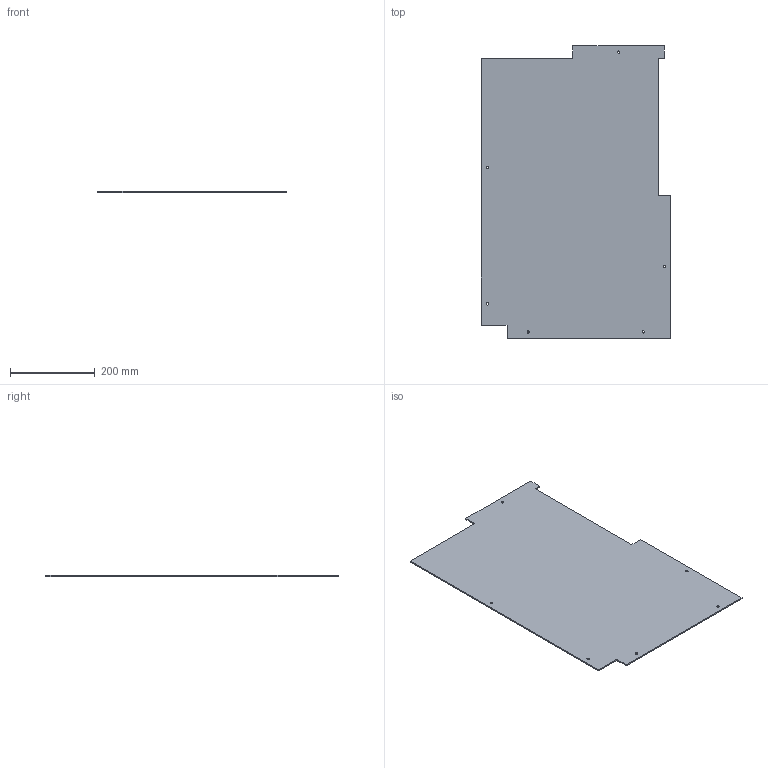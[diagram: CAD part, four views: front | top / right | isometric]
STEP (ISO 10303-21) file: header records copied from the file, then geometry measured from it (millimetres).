
FILE_DESCRIPTION(/* description */ ('Fundo Qdptd 02','CAx-IF Rec.Pracs.---Representation and Presentation of Product Manufacturing Information (PMI)---4.0---2014-10-13'),/* implementation_level */ '2;1');
FILE_NAME(/* name */ 'MD04-01-002.stp',/* time_stamp */ '2025-09-08T12:33:09-04:00',/* author */ ('wandr'),/* organization */ ('ELGIN'),/* preprocessor_version */ 'ST-DEVELOPER v20.1',/* originating_system */ 'Autodesk Inventor 2026',/* authorisation */ '');
FILE_SCHEMA (('AP242_MANAGED_MODEL_BASED_3D_ENGINEERING_MIM_LF { 1 0 10303 442 2 1 4 }'));
Length unit declared in the file: millimetre
Products named in the file (1): MD04-01-002
Bounding box: 447.5 x 690 x 3 mm (x, y, z)
Volume: 870386.9 mm3; surface area: 587483.9 mm2
Topology: 1 solids, 1 shells, 20 faces, 54 edges, 36 vertices
Faces by surface type: plane 14, cylinder 6
Full cylindrical faces by diameter (mm): 5.5 x6
Entity records: 1101 total; most frequent: CARTESIAN_POINT 256, DIRECTION 140, ORIENTED_EDGE 108, STYLED_ITEM 76, EDGE_CURVE 54, POLYLINE 52, AXIS2_PLACEMENT_3D 49, LINE 42
